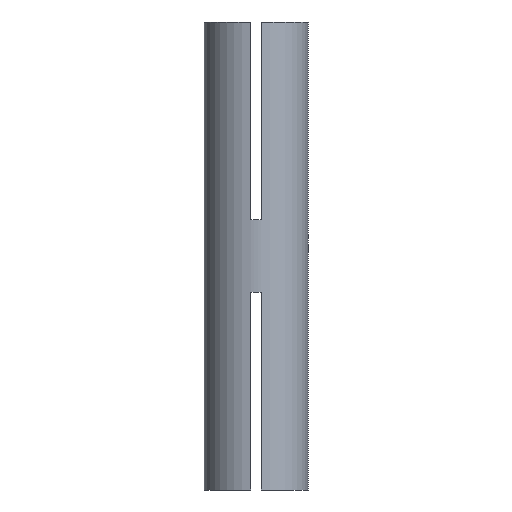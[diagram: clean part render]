
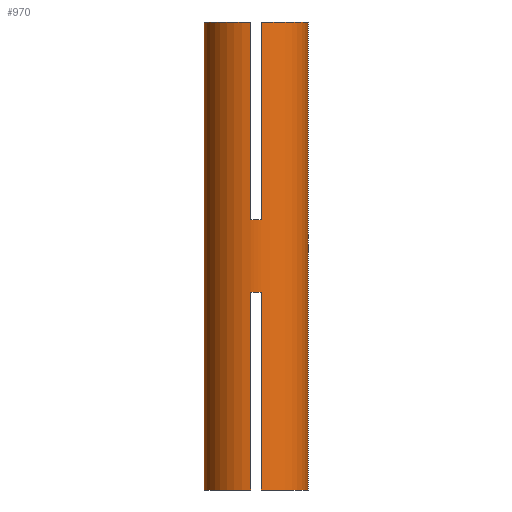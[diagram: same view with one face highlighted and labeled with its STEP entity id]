
A CAD part, front view. The second image highlights one B-rep face of the part: STEP entity #970.
In plain terms, the highlighted cylindrical face has radius 0.5 mm (diameter 1 mm), a partial arc.
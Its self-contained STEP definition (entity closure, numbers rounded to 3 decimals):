
#3 = CARTESIAN_POINT ( 'NONE',  ( -0.05, -0.497, 2.25 ) ) ;
#56 = VECTOR ( 'NONE', #616, 1000. ) ;
#60 = ORIENTED_EDGE ( 'NONE', *, *, #314, .T. ) ;
#72 = DIRECTION ( 'NONE',  ( 0., 0., -1. ) ) ;
#84 = VERTEX_POINT ( 'NONE', #1035 ) ;
#129 = VECTOR ( 'NONE', #599, 1000. ) ;
#135 = VERTEX_POINT ( 'NONE', #818 ) ;
#141 = CARTESIAN_POINT ( 'NONE',  ( 0.05, -0.497, -2.25 ) ) ;
#147 = LINE ( 'NONE', #209, #863 ) ;
#158 = ORIENTED_EDGE ( 'NONE', *, *, #882, .F. ) ;
#164 = DIRECTION ( 'NONE',  ( 1., 0., 0. ) ) ;
#174 = VERTEX_POINT ( 'NONE', #805 ) ;
#208 = LINE ( 'NONE', #678, #801 ) ;
#209 = CARTESIAN_POINT ( 'NONE',  ( 0.05, -0.497, -2.25 ) ) ;
#221 = VERTEX_POINT ( 'NONE', #551 ) ;
#223 = CARTESIAN_POINT ( 'NONE',  ( -0.05, -0.497, 0.35 ) ) ;
#242 = EDGE_CURVE ( 'NONE', #315, #555, #352, .T. ) ;
#251 = EDGE_CURVE ( 'NONE', #135, #935, #676, .T. ) ;
#257 = DIRECTION ( 'NONE',  ( 0., 0., 1. ) ) ;
#280 = CIRCLE ( 'NONE', #916, 0.5 ) ;
#313 = DIRECTION ( 'NONE',  ( -1., 0., 0. ) ) ;
#314 = EDGE_CURVE ( 'NONE', #935, #315, #428, .T. ) ;
#315 = VERTEX_POINT ( 'NONE', #223 ) ;
#337 = DIRECTION ( 'NONE',  ( 1., 0., 0. ) ) ;
#344 = CARTESIAN_POINT ( 'NONE',  ( 0., 0., -2.25 ) ) ;
#352 = LINE ( 'NONE', #376, #732 ) ;
#360 = ORIENTED_EDGE ( 'NONE', *, *, #854, .F. ) ;
#361 = DIRECTION ( 'NONE',  ( 0., 0., 1. ) ) ;
#362 = EDGE_LOOP ( 'NONE', ( #444, #581, #1084, #60, #785, #998, #605, #421, #518, #158, #360, #883 ) ) ;
#372 = VERTEX_POINT ( 'NONE', #141 ) ;
#376 = CARTESIAN_POINT ( 'NONE',  ( -0.05, -0.497, 2.25 ) ) ;
#380 = CIRCLE ( 'NONE', #579, 0.5 ) ;
#395 = EDGE_CURVE ( 'NONE', #618, #221, #380, .T. ) ;
#399 = DIRECTION ( 'NONE',  ( -1., 0., 0. ) ) ;
#401 = DIRECTION ( 'NONE',  ( 0., 0., -1. ) ) ;
#405 = FACE_OUTER_BOUND ( 'NONE', #362, .T. ) ;
#421 = ORIENTED_EDGE ( 'NONE', *, *, #395, .T. ) ;
#428 = CIRCLE ( 'NONE', #736, 0.5 ) ;
#443 = DIRECTION ( 'NONE',  ( 1., 0., 0. ) ) ;
#444 = ORIENTED_EDGE ( 'NONE', *, *, #682, .F. ) ;
#464 = AXIS2_PLACEMENT_3D ( 'NONE', #874, #694, #443 ) ;
#466 = DIRECTION ( 'NONE',  ( 1., 0., 0. ) ) ;
#476 = EDGE_CURVE ( 'NONE', #135, #702, #927, .T. ) ;
#481 = CARTESIAN_POINT ( 'NONE',  ( 0., 0., 0.35 ) ) ;
#518 = ORIENTED_EDGE ( 'NONE', *, *, #627, .F. ) ;
#540 = EDGE_CURVE ( 'NONE', #84, #555, #757, .T. ) ;
#551 = CARTESIAN_POINT ( 'NONE',  ( -0.05, -0.497, -2.25 ) ) ;
#555 = VERTEX_POINT ( 'NONE', #3 ) ;
#556 = VERTEX_POINT ( 'NONE', #792 ) ;
#560 = VECTOR ( 'NONE', #401, 1000. ) ;
#579 = AXIS2_PLACEMENT_3D ( 'NONE', #344, #257, #337 ) ;
#581 = ORIENTED_EDGE ( 'NONE', *, *, #476, .F. ) ;
#584 = LINE ( 'NONE', #942, #56 ) ;
#589 = CARTESIAN_POINT ( 'NONE',  ( 0.05, -0.497, 0.35 ) ) ;
#599 = DIRECTION ( 'NONE',  ( 0., 0., -1. ) ) ;
#605 = ORIENTED_EDGE ( 'NONE', *, *, #758, .T. ) ;
#610 = CARTESIAN_POINT ( 'NONE',  ( 0., 0., -2.25 ) ) ;
#616 = DIRECTION ( 'NONE',  ( 0., 0., -1. ) ) ;
#618 = VERTEX_POINT ( 'NONE', #763 ) ;
#627 = EDGE_CURVE ( 'NONE', #779, #221, #840, .T. ) ;
#641 = DIRECTION ( 'NONE',  ( 0., 0., 1. ) ) ;
#676 = LINE ( 'NONE', #725, #560 ) ;
#678 = CARTESIAN_POINT ( 'NONE',  ( 0.5, 0., 2.25 ) ) ;
#682 = EDGE_CURVE ( 'NONE', #702, #556, #208, .T. ) ;
#683 = CARTESIAN_POINT ( 'NONE',  ( 0., 0., 2.25 ) ) ;
#689 = CYLINDRICAL_SURFACE ( 'NONE', #710, 0.5 ) ;
#694 = DIRECTION ( 'NONE',  ( 0., 0., 1. ) ) ;
#702 = VERTEX_POINT ( 'NONE', #1089 ) ;
#703 = CIRCLE ( 'NONE', #765, 0.5 ) ;
#710 = AXIS2_PLACEMENT_3D ( 'NONE', #1001, #832, #842 ) ;
#725 = CARTESIAN_POINT ( 'NONE',  ( 0.05, -0.497, 2.25 ) ) ;
#732 = VECTOR ( 'NONE', #641, 1000. ) ;
#735 = CARTESIAN_POINT ( 'NONE',  ( 0., 0., -0.35 ) ) ;
#736 = AXIS2_PLACEMENT_3D ( 'NONE', #481, #820, #313 ) ;
#757 = CIRCLE ( 'NONE', #464, 0.5 ) ;
#758 = EDGE_CURVE ( 'NONE', #84, #618, #584, .T. ) ;
#763 = CARTESIAN_POINT ( 'NONE',  ( -0.5, 0., -2.25 ) ) ;
#765 = AXIS2_PLACEMENT_3D ( 'NONE', #610, #1041, #466 ) ;
#775 = DIRECTION ( 'NONE',  ( 0., 0., -1. ) ) ;
#779 = VERTEX_POINT ( 'NONE', #1029 ) ;
#785 = ORIENTED_EDGE ( 'NONE', *, *, #242, .T. ) ;
#792 = CARTESIAN_POINT ( 'NONE',  ( 0.5, 0., -2.25 ) ) ;
#801 = VECTOR ( 'NONE', #775, 1000. ) ;
#805 = CARTESIAN_POINT ( 'NONE',  ( 0.05, -0.497, -0.35 ) ) ;
#818 = CARTESIAN_POINT ( 'NONE',  ( 0.05, -0.497, 2.25 ) ) ;
#820 = DIRECTION ( 'NONE',  ( 0., 0., -1. ) ) ;
#832 = DIRECTION ( 'NONE',  ( 0., 0., -1. ) ) ;
#836 = DIRECTION ( 'NONE',  ( 0., 0., 1. ) ) ;
#840 = LINE ( 'NONE', #931, #129 ) ;
#842 = DIRECTION ( 'NONE',  ( -1., 0., 0. ) ) ;
#854 = EDGE_CURVE ( 'NONE', #372, #174, #147, .T. ) ;
#863 = VECTOR ( 'NONE', #361, 1000. ) ;
#874 = CARTESIAN_POINT ( 'NONE',  ( 0., 0., 2.25 ) ) ;
#882 = EDGE_CURVE ( 'NONE', #174, #779, #280, .T. ) ;
#883 = ORIENTED_EDGE ( 'NONE', *, *, #990, .T. ) ;
#916 = AXIS2_PLACEMENT_3D ( 'NONE', #735, #72, #399 ) ;
#927 = CIRCLE ( 'NONE', #1085, 0.5 ) ;
#931 = CARTESIAN_POINT ( 'NONE',  ( -0.05, -0.497, -2.25 ) ) ;
#935 = VERTEX_POINT ( 'NONE', #589 ) ;
#942 = CARTESIAN_POINT ( 'NONE',  ( -0.5, 0., 2.25 ) ) ;
#970 = ADVANCED_FACE ( 'NONE', ( #405 ), #689, .T. ) ;
#990 = EDGE_CURVE ( 'NONE', #372, #556, #703, .T. ) ;
#998 = ORIENTED_EDGE ( 'NONE', *, *, #540, .F. ) ;
#1001 = CARTESIAN_POINT ( 'NONE',  ( 0., 0., 2.25 ) ) ;
#1029 = CARTESIAN_POINT ( 'NONE',  ( -0.05, -0.497, -0.35 ) ) ;
#1035 = CARTESIAN_POINT ( 'NONE',  ( -0.5, 0., 2.25 ) ) ;
#1041 = DIRECTION ( 'NONE',  ( 0., 0., 1. ) ) ;
#1084 = ORIENTED_EDGE ( 'NONE', *, *, #251, .T. ) ;
#1085 = AXIS2_PLACEMENT_3D ( 'NONE', #683, #836, #164 ) ;
#1089 = CARTESIAN_POINT ( 'NONE',  ( 0.5, 0., 2.25 ) ) ;
